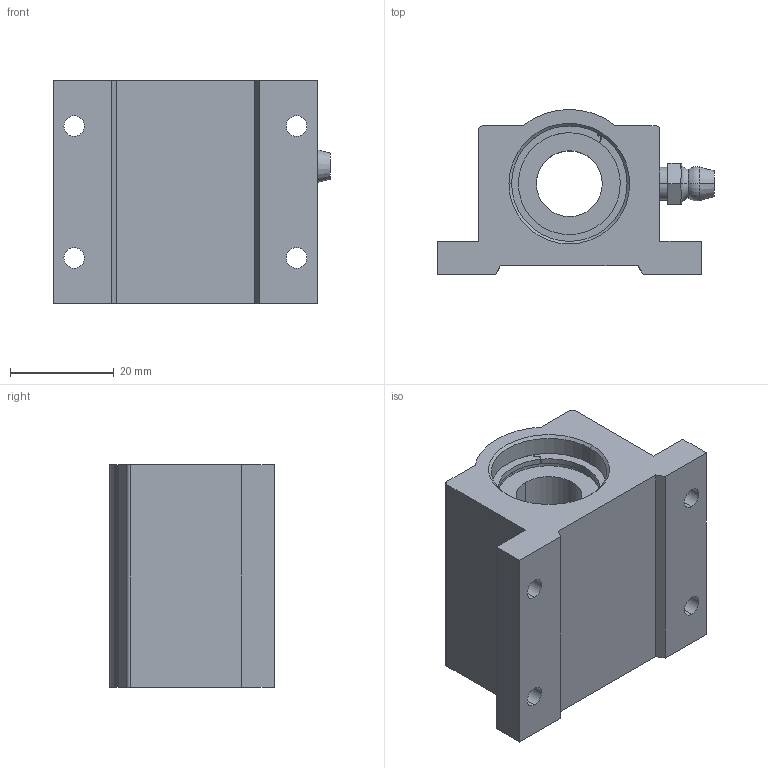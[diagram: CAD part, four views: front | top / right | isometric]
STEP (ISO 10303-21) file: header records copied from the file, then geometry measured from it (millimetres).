
FILE_DESCRIPTION (( 'STEP AP214' ), '1' );
FILE_NAME ('PillowBlock_78E30445A8.step', '2023-01-17T19:07:27', ( '' ), ( '' ), 'SwSTEP 2.0', 'SolidWorks 2019', '' );
FILE_SCHEMA (( 'AUTOMOTIVE_DESIGN' ));
Length unit declared in the file: inch
Products named in the file (3): 9Do5zqfqcl_CADModel_0; PillowBlock_78E30445A8
Assembly tree (1 placements, depth 2):
  9Do5zqfqcl_CADModel_0
  PillowBlock_78E30445A8
    9Do5zqfqcl_CADModel_0
Bounding box: 53.36 x 31.75 x 42.88 mm (x, y, z)
Volume: 38282.4 mm3; surface area: 17264.2 mm2
Topology: 5 solids, 5 shells, 170 faces, 415 edges, 269 vertices
Faces by surface type: cylinder 78, plane 68, cone 16, torus 8
Entity records: 7537 total; most frequent: CARTESIAN_POINT 991, DIRECTION 950, ORIENTED_EDGE 830, EDGE_CURVE 415, AXIS2_PLACEMENT_3D 370, VERTEX_POINT 269, VECTOR 210, LINE 210
